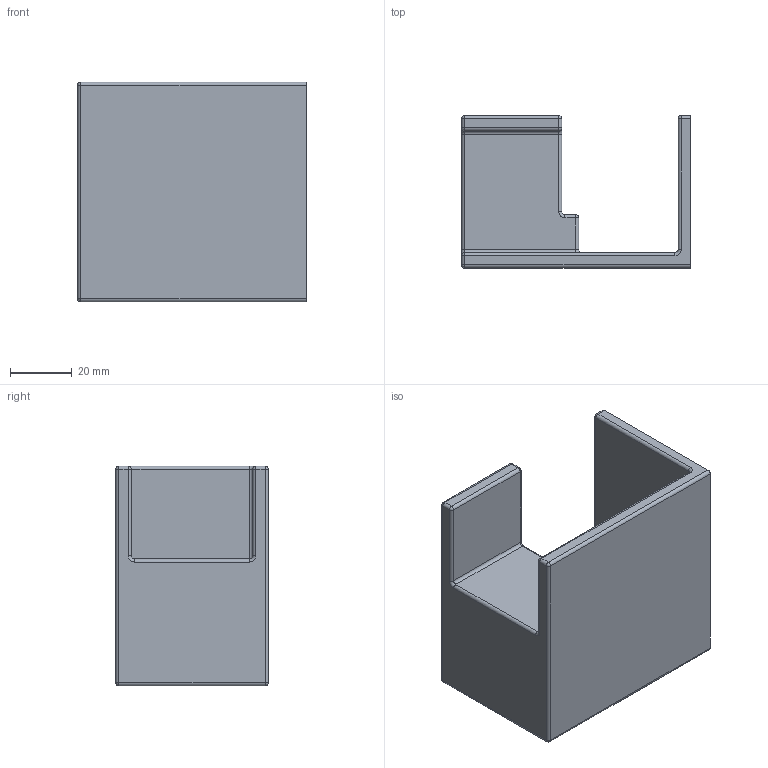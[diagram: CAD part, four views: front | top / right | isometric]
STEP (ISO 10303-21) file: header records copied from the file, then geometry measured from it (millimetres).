
FILE_DESCRIPTION(/* description */ ('STEP AP242','CAx-IF Rec.Pracs.---Representation and Presentation of Product Manufacturing Information (PMI)---4.0---2014-10-13','CAx-IF Rec.Pracs.---3D Tessellated Geometry---0.4---2014-09-14','2;1'),/* implementation_level */ '2;1');
FILE_NAME(/* name */ '684e038d1d42124c0030e8c6',/* time_stamp */ '2025-06-14T23:19:42Z',/* author */ (''),/* organization */ (''),/* preprocessor_version */ 'ST-DEVELOPER v20',/* originating_system */ 'ONSHAPE BY PTC INC, 1.199',/* authorisation */ ' ');
FILE_SCHEMA (('AP242_MANAGED_MODEL_BASED_3D_ENGINEERING_MIM_LF { 1 0 10303 442 1 1 4 }'));
Length unit declared in the file: metre
Products named in the file (1): SC-support
Bounding box: 74 x 49.3 x 71 mm (x, y, z)
Volume: 52812.2 mm3; surface area: 28350.8 mm2
Topology: 1 solids, 1 shells, 123 faces, 285 edges, 144 vertices
Faces by surface type: cylinder 61, plane 24, sphere 20, torus 18
Entity records: 3295 total; most frequent: DIRECTION 651, CARTESIAN_POINT 533, ORIENTED_EDGE 530, EDGE_CURVE 265, AXIS2_PLACEMENT_3D 262, VERTEX_POINT 144, CIRCLE 136, LINE 127
